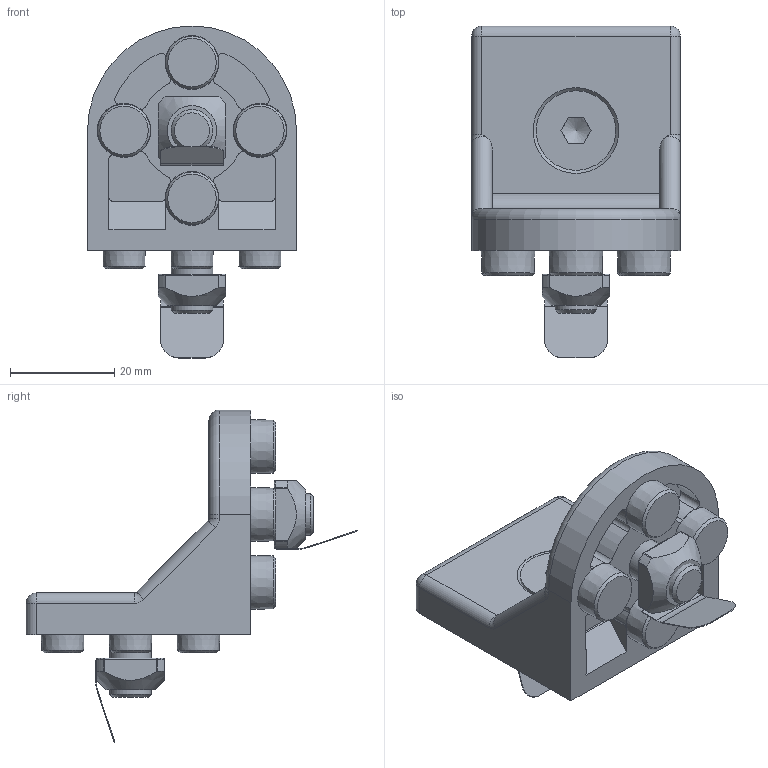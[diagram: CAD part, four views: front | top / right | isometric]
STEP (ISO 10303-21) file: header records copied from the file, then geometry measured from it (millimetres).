
FILE_DESCRIPTION(('STEP AP203'),'1');
FILE_NAME('FIXE08N1082.stp','2023-10-23T13:23:21',(' '),(' '),'Spatial InterOp 3D',' ',' ');
FILE_SCHEMA(('CONFIG_CONTROL_DESIGN'));
Length unit declared in the file: millimetre
Products named in the file (9): Kit de fixation - EcrouForceVsLigne; Vis FHC - M8x20; Ecrou carré languette 8 45 M8; Kit equerre orientable 40; equerre; centreur 1; centreur 2
Assembly tree (15 placements, depth 4):
  Kit equerre orientable 40
    Kit de fixation - EcrouForceVsLigne  x2
      Vis FHC - M8x20
      Ecrou carré languette 8 45 M8
        Ecrou carré languette 8 45 M8
        Ecrou carré languette 8 45 M8
    equerre
    centreur 1  x4
    centreur 2  x4
Bounding box: 40 x 63.55 x 63.55 mm (x, y, z)
Volume: 24486.9 mm3; surface area: 16524.4 mm2
Topology: 15 solids, 15 shells, 345 faces, 789 edges, 480 vertices
Faces by surface type: cylinder 135, plane 117, cone 58, sphere 18, torus 17
Full cylindrical faces by diameter (mm): 6.2 x8, 6.8 x2, 8 x4, 8.5 x2, 15.24 x2, 16.4 x2
Entity records: 8688 total; most frequent: CARTESIAN_POINT 1304, DIRECTION 1278, ORIENTED_EDGE 1028, AXIS2_PLACEMENT_3D 530, EDGE_CURVE 514, VERTEX_POINT 354, EDGE_LOOP 311, CIRCLE 261
